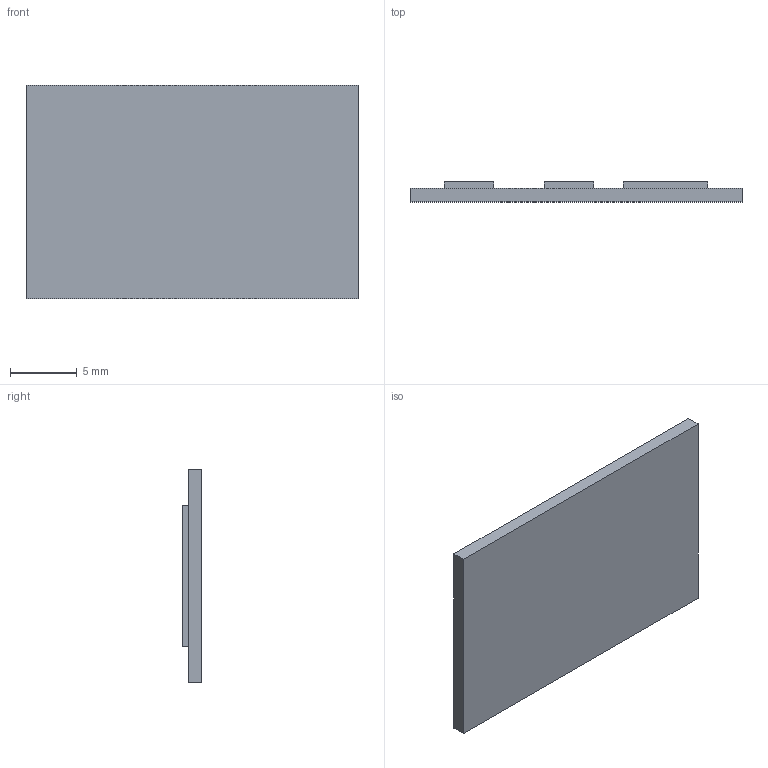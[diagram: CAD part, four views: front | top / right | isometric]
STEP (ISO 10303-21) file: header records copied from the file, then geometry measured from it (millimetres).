
FILE_DESCRIPTION(('TFLEX Exchange Step'),'2;1');
FILE_NAME('.stp', '2022-03-31T12:15:49+03:00',('ilya'),('Unknown organisation'),'TFLEX Exchange 2022.0','T-FLEX CAD','Unknown authorisation');
FILE_SCHEMA( ('AUTOMOTIVE_DESIGN { 1 0 10303 214 1 1 1 1 }') );
Length unit declared in the file: millimetre
Products named in the file (1): Nodes
Bounding box: 24.92 x 1.5 x 16.01 mm (x, y, z)
Volume: 454.7 mm3; surface area: 934.6 mm2
Topology: 1 solids, 1 shells, 36 faces, 90 edges, 60 vertices
Faces by surface type: plane 36
Entity records: 1078 total; most frequent: CARTESIAN_POINT 187, ORIENTED_EDGE 180, DIRECTION 164, VECTOR 90, LINE 90, EDGE_CURVE 90, VERTEX_POINT 60, EDGE_LOOP 40
